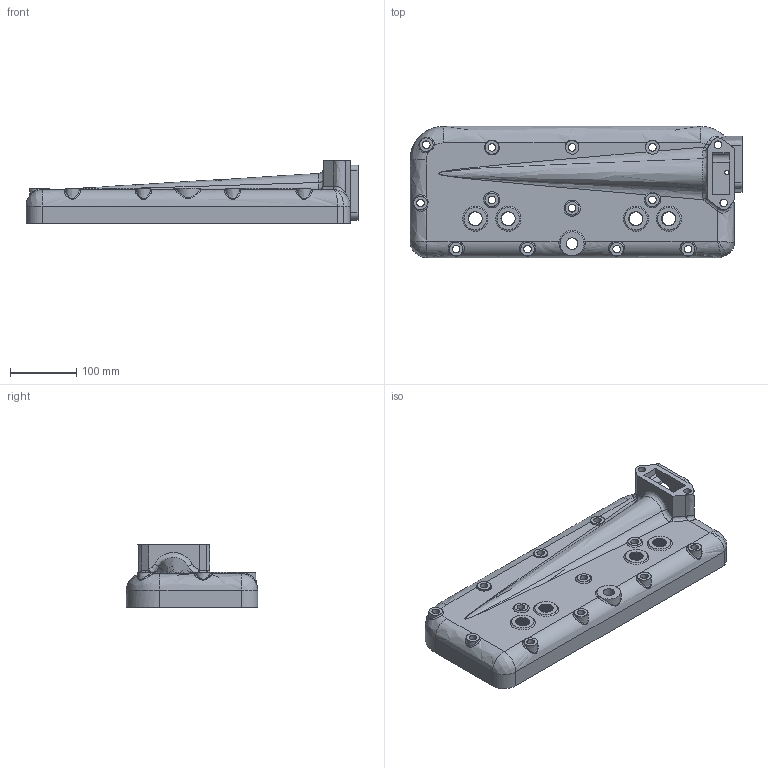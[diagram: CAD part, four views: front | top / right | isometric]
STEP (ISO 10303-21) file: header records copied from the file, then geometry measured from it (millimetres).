
FILE_DESCRIPTION(('FreeCAD Model'),'2;1');
FILE_NAME('Open CASCADE Shape Model','2025-04-17T10:20:49',('FreeCAD'),( 'FreeCAD'),'Open CASCADE STEP processor 7.6','FreeCAD','Unknown');
FILE_SCHEMA(('AUTOMOTIVE_DESIGN { 1 0 10303 214 1 1 1 1 }'));
Products named in the file (1): Open CASCADE STEP translator 7.6 1
Bounding box: 502.24 x 198.44 x 95 mm (x, y, z)
Volume: 3890178.9 mm3; surface area: 410212.2 mm2
Topology: 1 solids, 1 shells, 379 faces, 1060 edges, 661 vertices
Faces by surface type: bspline 379
Entity records: 45795 total; most frequent: CARTESIAN_POINT 39845, ORIENTED_EDGE 2078, EDGE_CURVE 1039, B_SPLINE_CURVE_WITH_KNOTS 675, VERTEX_POINT 661, FACE_BOUND 452, EDGE_LOOP 452, ADVANCED_FACE 379
